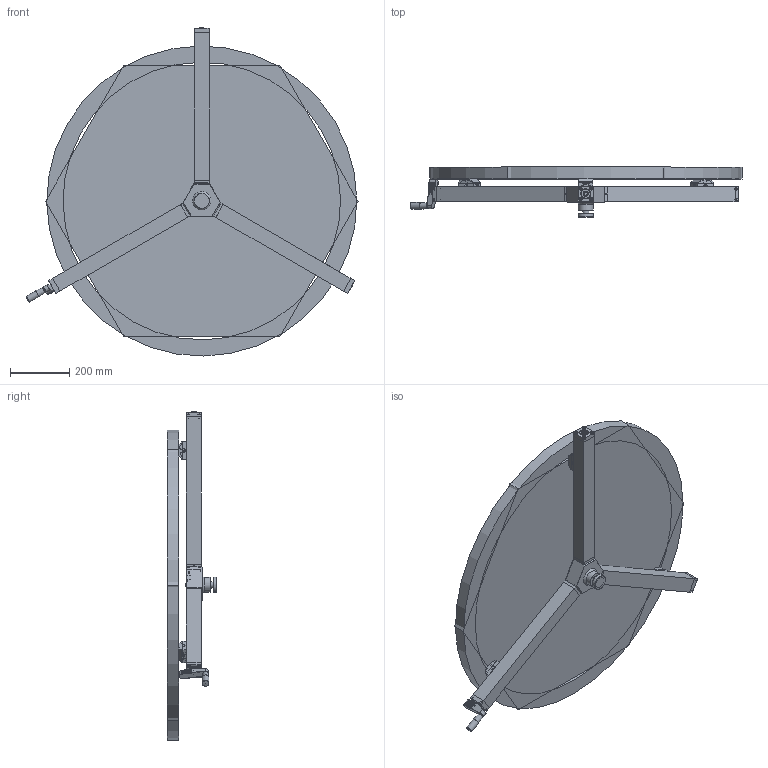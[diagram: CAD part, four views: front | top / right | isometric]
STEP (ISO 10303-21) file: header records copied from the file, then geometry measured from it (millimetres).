
FILE_DESCRIPTION(/* description */ ('Unknown'),/* implementation_level */ '2;1');
FILE_NAME(/* name */ 'A-0000209-Backenfutter-50-dy',/* time_stamp */ '2020-05-25T09:17:24+02:00',/* author */ ('Unknown'),/* organization */ ('Unknown'),/* preprocessor_version */ 'ST-DEVELOPER v16.7',/* originating_system */ 'Solid Edge',/* authorisation */ 'Unknown');
FILE_SCHEMA (('AUTOMOTIVE_DESIGN {1 0 10303 214 3 1 1}'));
Products named in the file (9): A-0000209-Backenfutter-50-dy; Gehäuse-3Backenfutter50-dy; Profil-50-500lg-dy; A-0000125-Flanschlager50-Stirnseite-dy; ganter_gn_112_1-100-s12; A-0000123-Schlitten50-60lg-Alu-dy; T-0000225-Schlitten-Backenfutter; 6kt-Platte; Ring
Assembly tree (16 placements, depth 2):
  A-0000209-Backenfutter-50-dy
    Gehäuse-3Backenfutter50-dy
    Profil-50-500lg-dy  x3
    A-0000125-Flanschlager50-Stirnseite-dy  x3
    ganter_gn_112_1-100-s12
    A-0000123-Schlitten50-60lg-Alu-dy  x3
    T-0000225-Schlitten-Backenfutter  x3
    6kt-Platte
    Ring
Bounding box: 1124.25 x 168.67 x 1111.13 mm (x, y, z)
Volume: 39175047.6 mm3; surface area: 3154343.9 mm2
Topology: 23 solids, 29 shells, 4051 faces, 10745 edges, 7011 vertices
Faces by surface type: plane 2680, cylinder 773, bspline 321, cone 204, torus 72, sphere 1
Full cylindrical faces by diameter (mm): 1 x1, 1.7 x6, 3 x7, 3.2 x6, 3.297 x6, 4.595 x6, 4.917 x72, 4.995 x6, 5 x18, 5.295 x3, 5.5 x6, 5.8 x6, 6 x12, 6.4 x12, 6.593 x12, 7.492 x3, 9.99 x1, 10 x13, 10.989 x12, 11 x12, 11.988 x2, 12 x7, 13.024 x1, 16 x3, 17 x6, 17.3 x6, 18 x9, 19.48 x4, 22 x4, 23 x1
Entity records: 73794 total; most frequent: CARTESIAN_POINT 23522, ORIENTED_EDGE 8712, DIRECTION 8213, EDGE_CURVE 4356, LINE 3057, VECTOR 3057, VERTEX_POINT 2981, AXIS2_PLACEMENT_3D 2578
